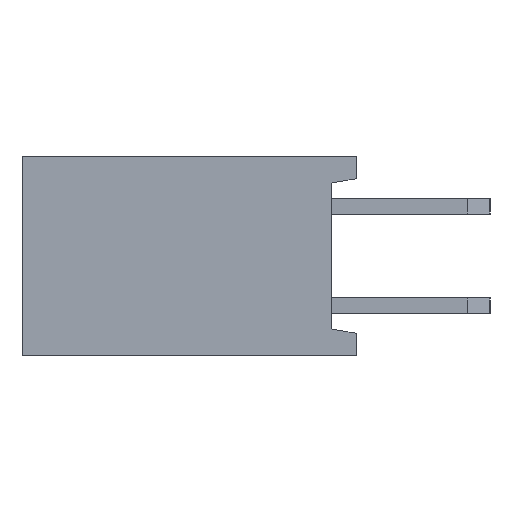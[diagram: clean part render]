
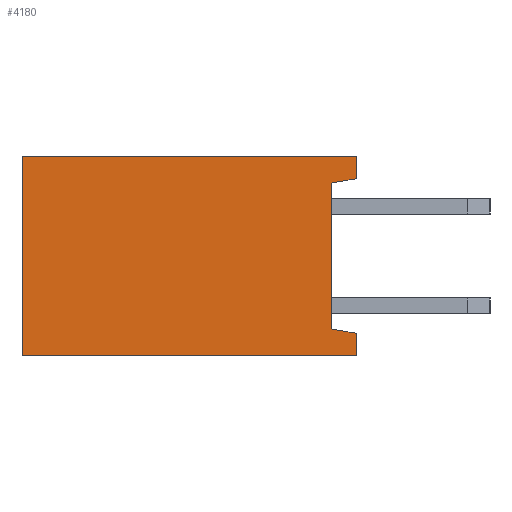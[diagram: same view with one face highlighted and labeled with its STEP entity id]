
A CAD part, left-side view. The second image highlights one B-rep face of the part: STEP entity #4180.
In plain terms, the highlighted planar face has unit normal (-1, 0, 0).
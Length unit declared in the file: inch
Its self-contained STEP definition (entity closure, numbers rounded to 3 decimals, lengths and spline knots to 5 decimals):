
#169 = CARTESIAN_POINT ( 'NONE',  ( -1.26, 0., -0.1 ) ) ;
#310 = EDGE_CURVE ( 'NONE', #2250, #13139, #4273, .T. ) ;
#528 = VERTEX_POINT ( 'NONE', #169 ) ;
#639 = PLANE ( 'NONE',  #3563 ) ;
#661 = LINE ( 'NONE', #2363, #3610 ) ;
#914 = VERTEX_POINT ( 'NONE', #945 ) ;
#945 = CARTESIAN_POINT ( 'NONE',  ( -1.26, 0.025, 0.07309 ) ) ;
#1282 = LINE ( 'NONE', #3988, #10917 ) ;
#1547 = ORIENTED_EDGE ( 'NONE', *, *, #4287, .T. ) ;
#1857 = ORIENTED_EDGE ( 'NONE', *, *, #2921, .F. ) ;
#2012 = LINE ( 'NONE', #12323, #12108 ) ;
#2076 = VECTOR ( 'NONE', #5975, 39.37008 ) ;
#2250 = VERTEX_POINT ( 'NONE', #2877 ) ;
#2363 = CARTESIAN_POINT ( 'NONE',  ( -1.26, -2.52792, -0.1 ) ) ;
#2368 = CARTESIAN_POINT ( 'NONE',  ( -1.26, 0.335, -0.1 ) ) ;
#2641 = CARTESIAN_POINT ( 'NONE',  ( -1.26, 0.025, -0.07309 ) ) ;
#2877 = CARTESIAN_POINT ( 'NONE',  ( -1.26, 0., 0.1 ) ) ;
#2921 = EDGE_CURVE ( 'NONE', #11944, #13139, #1282, .T. ) ;
#3563 = AXIS2_PLACEMENT_3D ( 'NONE', #8089, #5850, #4767 ) ;
#3610 = VECTOR ( 'NONE', #12821, 39.37008 ) ;
#3627 = ORIENTED_EDGE ( 'NONE', *, *, #6469, .T. ) ;
#3793 = VECTOR ( 'NONE', #13018, 39.37008 ) ;
#3988 = CARTESIAN_POINT ( 'NONE',  ( -1.26, 0.335, -0.1 ) ) ;
#4180 = ADVANCED_FACE ( 'NONE', ( #9912 ), #639, .T. ) ;
#4273 = LINE ( 'NONE', #4852, #5450 ) ;
#4287 = EDGE_CURVE ( 'NONE', #8742, #914, #8158, .T. ) ;
#4336 = CARTESIAN_POINT ( 'NONE',  ( -1.26, 0., -0.1 ) ) ;
#4561 = LINE ( 'NONE', #4336, #8352 ) ;
#4767 = DIRECTION ( 'NONE',  ( 0., 0., 1. ) ) ;
#4852 = CARTESIAN_POINT ( 'NONE',  ( -1.26, -2.52792, 0.1 ) ) ;
#4889 = DIRECTION ( 'NONE',  ( 0., 0., 1. ) ) ;
#5450 = VECTOR ( 'NONE', #5828, 39.37008 ) ;
#5513 = VECTOR ( 'NONE', #9138, 39.37008 ) ;
#5636 = VERTEX_POINT ( 'NONE', #11370 ) ;
#5685 = CARTESIAN_POINT ( 'NONE',  ( -1.26, 0.025, 0.07309 ) ) ;
#5828 = DIRECTION ( 'NONE',  ( 0., 1., 0. ) ) ;
#5850 = DIRECTION ( 'NONE',  ( -1., 0., 0. ) ) ;
#5975 = DIRECTION ( 'NONE',  ( 0., 0., 1. ) ) ;
#6170 = ORIENTED_EDGE ( 'NONE', *, *, #310, .T. ) ;
#6469 = EDGE_CURVE ( 'NONE', #914, #7773, #11779, .T. ) ;
#6570 = ORIENTED_EDGE ( 'NONE', *, *, #10871, .F. ) ;
#6857 = EDGE_CURVE ( 'NONE', #528, #11944, #661, .T. ) ;
#7198 = CARTESIAN_POINT ( 'NONE',  ( -1.26, 0., -0.0775 ) ) ;
#7708 = EDGE_CURVE ( 'NONE', #2250, #7773, #4561, .T. ) ;
#7773 = VERTEX_POINT ( 'NONE', #11510 ) ;
#8089 = CARTESIAN_POINT ( 'NONE',  ( -1.26, -2.52792, -0.1 ) ) ;
#8158 = LINE ( 'NONE', #12168, #2076 ) ;
#8352 = VECTOR ( 'NONE', #8571, 39.37008 ) ;
#8571 = DIRECTION ( 'NONE',  ( 0., 0., -1. ) ) ;
#8656 = EDGE_LOOP ( 'NONE', ( #6170, #1857, #11816, #6570, #10856, #1547, #3627, #9624 ) ) ;
#8742 = VERTEX_POINT ( 'NONE', #2641 ) ;
#8771 = LINE ( 'NONE', #7198, #5513 ) ;
#9138 = DIRECTION ( 'NONE',  ( 0., 0.985, 0.174 ) ) ;
#9624 = ORIENTED_EDGE ( 'NONE', *, *, #7708, .F. ) ;
#9912 = FACE_OUTER_BOUND ( 'NONE', #8656, .T. ) ;
#9960 = CARTESIAN_POINT ( 'NONE',  ( -1.26, 0.335, 0.1 ) ) ;
#10047 = EDGE_CURVE ( 'NONE', #5636, #8742, #8771, .T. ) ;
#10856 = ORIENTED_EDGE ( 'NONE', *, *, #10047, .T. ) ;
#10871 = EDGE_CURVE ( 'NONE', #5636, #528, #2012, .T. ) ;
#10917 = VECTOR ( 'NONE', #4889, 39.37008 ) ;
#11370 = CARTESIAN_POINT ( 'NONE',  ( -1.26, 0., -0.0775 ) ) ;
#11510 = CARTESIAN_POINT ( 'NONE',  ( -1.26, 0., 0.0775 ) ) ;
#11779 = LINE ( 'NONE', #5685, #3793 ) ;
#11816 = ORIENTED_EDGE ( 'NONE', *, *, #6857, .F. ) ;
#11944 = VERTEX_POINT ( 'NONE', #2368 ) ;
#12108 = VECTOR ( 'NONE', #13376, 39.37008 ) ;
#12168 = CARTESIAN_POINT ( 'NONE',  ( -1.26, 0.025, -0.07309 ) ) ;
#12323 = CARTESIAN_POINT ( 'NONE',  ( -1.26, 0., -0.1 ) ) ;
#12821 = DIRECTION ( 'NONE',  ( 0., 1., 0. ) ) ;
#13018 = DIRECTION ( 'NONE',  ( 0., -0.985, 0.174 ) ) ;
#13139 = VERTEX_POINT ( 'NONE', #9960 ) ;
#13376 = DIRECTION ( 'NONE',  ( 0., 0., -1. ) ) ;
